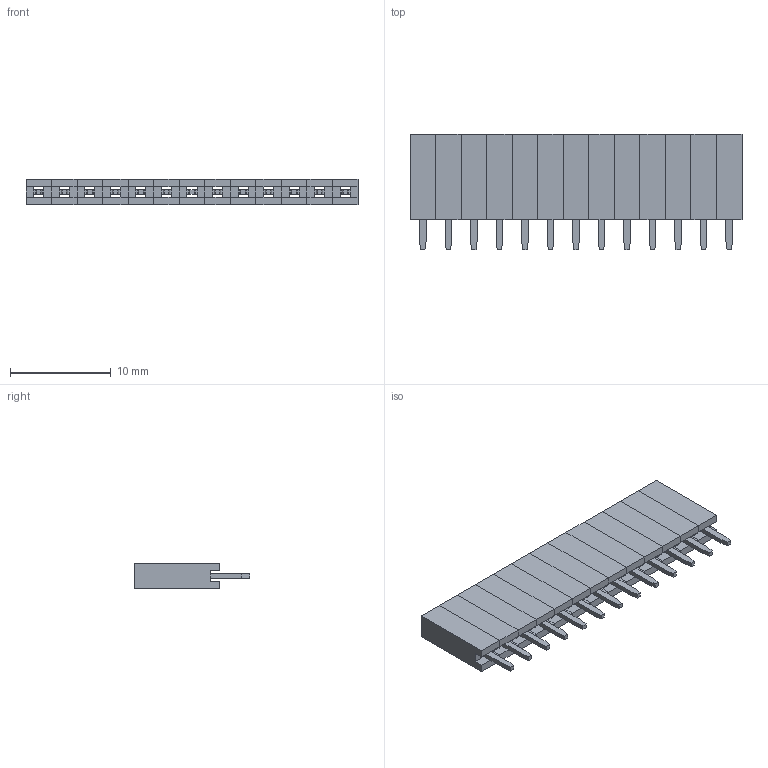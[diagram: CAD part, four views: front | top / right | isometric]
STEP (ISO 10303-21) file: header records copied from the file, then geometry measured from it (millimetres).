
FILE_DESCRIPTION (( 'STEP AP214' ), '1' );
FILE_NAME ('PBS-14.STEP', '2023-02-16T10:32:08', ( '' ), ( '' ), 'SwSTEP 2.0', 'SolidWorks 2017', '' );
FILE_SCHEMA (( 'AUTOMOTIVE_DESIGN' ));
Length unit declared in the file: millimetre
Products named in the file (2): Buchsenleiste_Standard; PBS-14
Assembly tree (13 placements, depth 2):
  PBS-14
    Buchsenleiste_Standard  x13
Bounding box: 33.02 x 11.5 x 2.54 mm (x, y, z)
Volume: 393.7 mm3; surface area: 2355.9 mm2
Topology: 13 solids, 13 shells, 611 faces, 1729 edges, 1118 vertices
Faces by surface type: plane 533, cylinder 78
Entity records: 2182 total; most frequent: CARTESIAN_POINT 282, DIRECTION 271, ORIENTED_EDGE 266, EDGE_CURVE 133, VECTOR 121, LINE 121, VERTEX_POINT 86, AXIS2_PLACEMENT_3D 75
